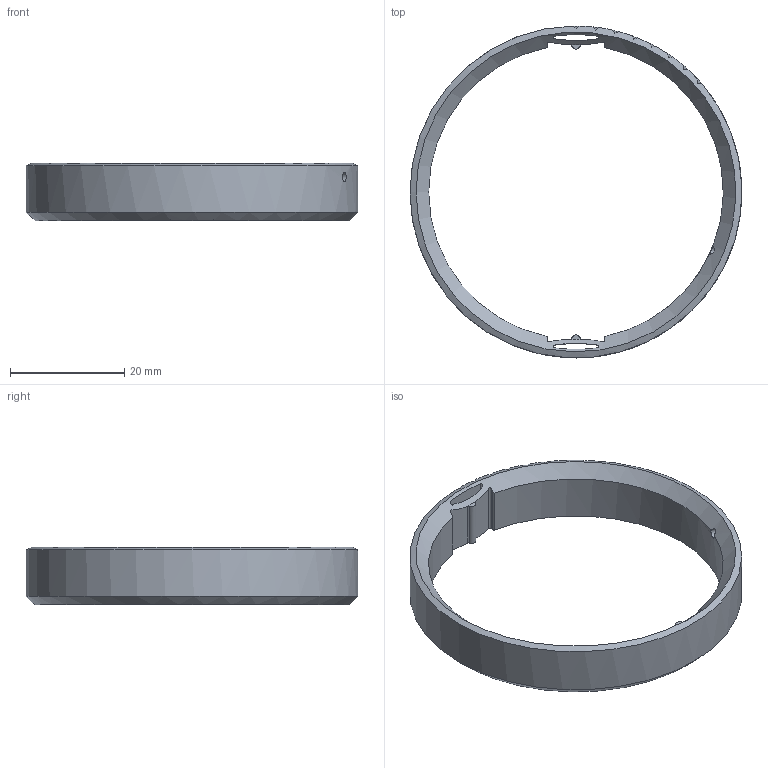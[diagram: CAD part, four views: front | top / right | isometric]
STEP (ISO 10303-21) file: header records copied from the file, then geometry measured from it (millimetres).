
FILE_DESCRIPTION(/* description */ (''),/* implementation_level */ '2;1');
FILE_NAME(/* name */ 'mountBodyBase_apertureRing_DKL',/* time_stamp */ '2023-12-05T12:17:51-05:00',/* author */ ('George Moua'),/* organization */ ('Archive 663'),/* preprocessor_version */ 'ST-DEVELOPER v16.7',/* originating_system */ 'Solid Edge',/* authorisation */ 'Unknown');
FILE_SCHEMA (('AUTOMOTIVE_DESIGN {1 0 10303 214 3 1 1}'));
Length unit declared in the file: millimetre
Products named in the file (3): mountLensBase; mountLensBase_DKL_oa_0; mountBodyBase_apertureRing_DKL
Assembly tree (2 placements, depth 3):
  mountLensBase
    mountLensBase_DKL_oa_0
      mountBodyBase_apertureRing_DKL
Bounding box: 58 x 58 x 10.09 mm (x, y, z)
Volume: 4832.7 mm3; surface area: 4482.6 mm2
Topology: 1 solids, 1 shells, 64 faces, 192 edges, 126 vertices
Faces by surface type: plane 31, cylinder 30, cone 3
Full cylindrical faces by diameter (mm): 1.6 x1, 58 x1
Entity records: 2259 total; most frequent: CARTESIAN_POINT 548, ORIENTED_EDGE 364, DIRECTION 324, EDGE_CURVE 182, AXIS2_PLACEMENT_3D 124, VERTEX_POINT 121, LINE 76, VECTOR 76
